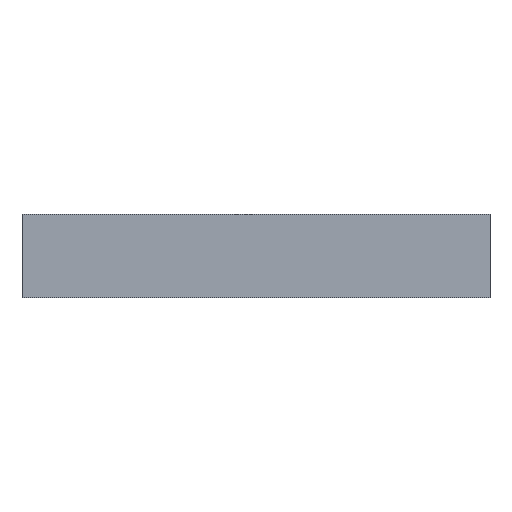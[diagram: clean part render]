
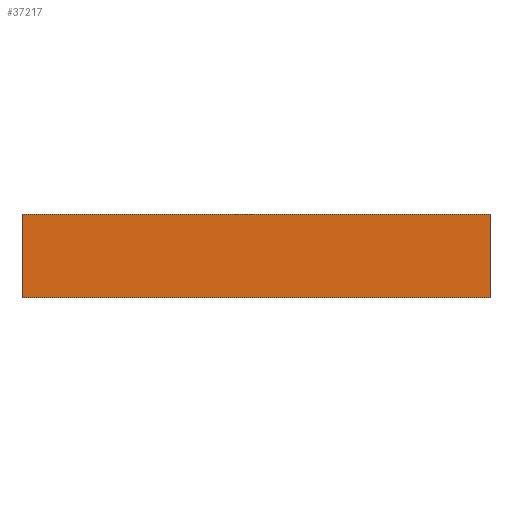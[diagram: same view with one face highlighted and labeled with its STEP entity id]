
A CAD part, front view. The second image highlights one B-rep face of the part: STEP entity #37217.
In plain terms, the highlighted planar face has unit normal (0, -1, 0).
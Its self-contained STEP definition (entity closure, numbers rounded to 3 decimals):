
#297 = CARTESIAN_POINT ( 'NONE',  ( -365., -20., -65. ) ) ;
#1665 = VECTOR ( 'NONE', #19506, 1000. ) ;
#3479 = CARTESIAN_POINT ( 'NONE',  ( -365., -20., 65. ) ) ;
#3854 = LINE ( 'NONE', #3479, #35079 ) ;
#3981 = CARTESIAN_POINT ( 'NONE',  ( 0., -20., 0. ) ) ;
#4170 = DIRECTION ( 'NONE',  ( 0., 0., 1. ) ) ;
#4644 = VECTOR ( 'NONE', #6804, 1000. ) ;
#5421 = ORIENTED_EDGE ( 'NONE', *, *, #20021, .T. ) ;
#6721 = EDGE_CURVE ( 'NONE', #34043, #25681, #11971, .T. ) ;
#6804 = DIRECTION ( 'NONE',  ( 1., 0., 0. ) ) ;
#7427 = VERTEX_POINT ( 'NONE', #35160 ) ;
#8092 = CARTESIAN_POINT ( 'NONE',  ( -365., -20., 65. ) ) ;
#8358 = ORIENTED_EDGE ( 'NONE', *, *, #9823, .T. ) ;
#8515 = EDGE_CURVE ( 'NONE', #7427, #14131, #3854, .T. ) ;
#9660 = LINE ( 'NONE', #21430, #4644 ) ;
#9823 = EDGE_CURVE ( 'NONE', #25681, #7427, #13813, .T. ) ;
#11971 = LINE ( 'NONE', #20715, #33256 ) ;
#12722 = DIRECTION ( 'NONE',  ( 0., 0., -1. ) ) ;
#13813 = LINE ( 'NONE', #8092, #1665 ) ;
#14131 = VERTEX_POINT ( 'NONE', #297 ) ;
#18941 = CARTESIAN_POINT ( 'NONE',  ( 365., -20., 65. ) ) ;
#19506 = DIRECTION ( 'NONE',  ( -1., 0., 0. ) ) ;
#20021 = EDGE_CURVE ( 'NONE', #14131, #34043, #9660, .T. ) ;
#20715 = CARTESIAN_POINT ( 'NONE',  ( 365., -20., 65. ) ) ;
#21430 = CARTESIAN_POINT ( 'NONE',  ( -365., -20., -65. ) ) ;
#21643 = PLANE ( 'NONE',  #24766 ) ;
#23605 = EDGE_LOOP ( 'NONE', ( #31249, #5421, #36389, #8358 ) ) ;
#24766 = AXIS2_PLACEMENT_3D ( 'NONE', #3981, #30369, #12722 ) ;
#25681 = VERTEX_POINT ( 'NONE', #18941 ) ;
#27016 = DIRECTION ( 'NONE',  ( 0., 0., -1. ) ) ;
#27339 = FACE_OUTER_BOUND ( 'NONE', #23605, .T. ) ;
#30369 = DIRECTION ( 'NONE',  ( 0., -1., 0. ) ) ;
#31249 = ORIENTED_EDGE ( 'NONE', *, *, #8515, .T. ) ;
#33059 = CARTESIAN_POINT ( 'NONE',  ( 365., -20., -65. ) ) ;
#33256 = VECTOR ( 'NONE', #4170, 1000. ) ;
#34043 = VERTEX_POINT ( 'NONE', #33059 ) ;
#35079 = VECTOR ( 'NONE', #27016, 1000. ) ;
#35160 = CARTESIAN_POINT ( 'NONE',  ( -365., -20., 65. ) ) ;
#36389 = ORIENTED_EDGE ( 'NONE', *, *, #6721, .T. ) ;
#37217 = ADVANCED_FACE ( 'NONE', ( #27339 ), #21643, .T. ) ;
